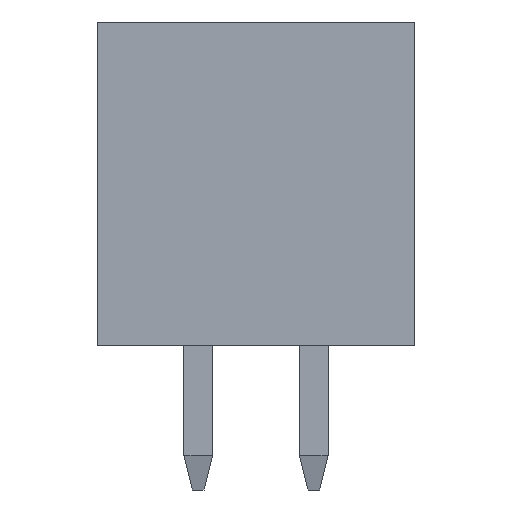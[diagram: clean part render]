
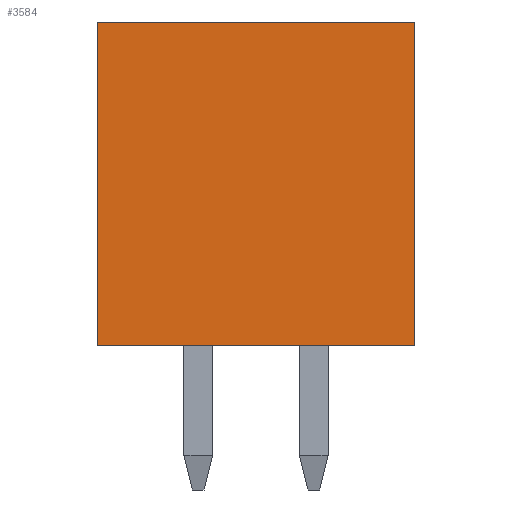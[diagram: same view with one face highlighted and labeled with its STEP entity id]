
A CAD part, left-side view. The second image highlights one B-rep face of the part: STEP entity #3584.
In plain terms, the highlighted planar face has unit normal (-1, 0, 0).
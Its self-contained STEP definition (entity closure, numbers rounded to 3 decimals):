
#569=ORIENTED_EDGE('',*,*,#1337,.F.);
#570=ORIENTED_EDGE('',*,*,#1119,.F.);
#571=ORIENTED_EDGE('',*,*,#1160,.T.);
#572=ORIENTED_EDGE('',*,*,#1440,.T.);
#1119=EDGE_CURVE('',#1623,#1624,#1955,.T.);
#1160=EDGE_CURVE('',#1623,#1663,#1996,.T.);
#1337=EDGE_CURVE('',#1624,#1801,#2173,.T.);
#1440=EDGE_CURVE('',#1663,#1801,#2276,.T.);
#1623=VERTEX_POINT('',#4869);
#1624=VERTEX_POINT('',#4871);
#1663=VERTEX_POINT('',#4951);
#1801=VERTEX_POINT('',#5293);
#1955=LINE('',#4870,#2459);
#1996=LINE('',#4952,#2500);
#2173=LINE('',#5292,#2677);
#2276=LINE('',#5497,#2780);
#2459=VECTOR('',#3952,1000.);
#2500=VECTOR('',#3995,1000.);
#2677=VECTOR('',#4224,1000.);
#2780=VECTOR('',#4393,1000.);
#3010=EDGE_LOOP('',(#569,#570,#571,#572));
#3216=FACE_BOUND('',#3010,.T.);
#3407=PLANE('',#3788);
#3584=ADVANCED_FACE('',(#3216),#3407,.T.);
#3788=AXIS2_PLACEMENT_3D('',#5505,#4398,#4399);
#3952=DIRECTION('',(0.,1.,0.));
#3995=DIRECTION('',(0.,0.,1.));
#4224=DIRECTION('',(0.,0.,1.));
#4393=DIRECTION('',(0.,1.,0.));
#4398=DIRECTION('',(-1.,0.,0.));
#4399=DIRECTION('',(0.,0.,1.));
#4869=CARTESIAN_POINT('',(-10.6,-2.75,-2.8));
#4870=CARTESIAN_POINT('',(-10.6,-2.75,-2.8));
#4871=CARTESIAN_POINT('',(-10.6,2.75,-2.8));
#4951=CARTESIAN_POINT('',(-10.6,-2.75,2.8));
#4952=CARTESIAN_POINT('',(-10.6,-2.75,-2.8));
#5292=CARTESIAN_POINT('',(-10.6,2.75,-2.8));
#5293=CARTESIAN_POINT('',(-10.6,2.75,2.8));
#5497=CARTESIAN_POINT('',(-10.6,-2.75,2.8));
#5505=CARTESIAN_POINT('',(-10.6,-2.75,-2.8));
